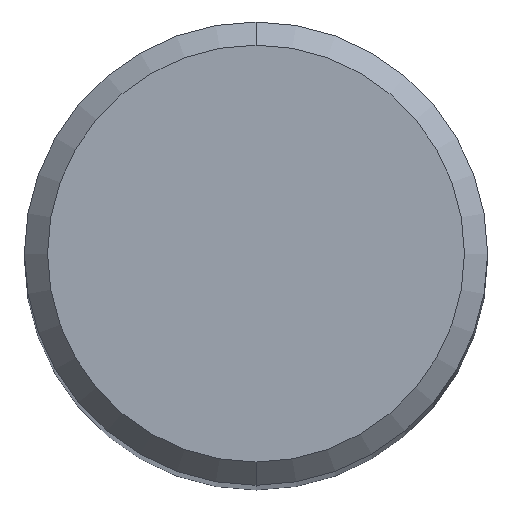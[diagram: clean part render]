
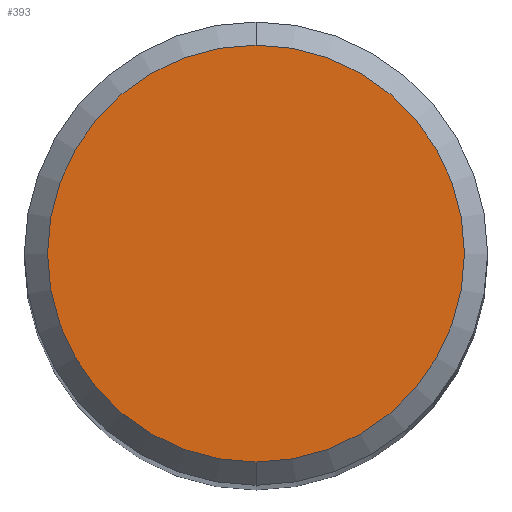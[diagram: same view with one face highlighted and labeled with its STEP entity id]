
A CAD part, top view. The second image highlights one B-rep face of the part: STEP entity #393.
In plain terms, the highlighted planar face has unit normal (0, 0, 1).
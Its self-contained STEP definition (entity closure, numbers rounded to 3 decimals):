
#211=VERTEX_POINT('',#506);
#219=EDGE_CURVE('',#211,#439,#516,.T.);
#283=EDGE_CURVE('',#439,#211,#585,.T.);
#393=ADVANCED_FACE('',(#709),#710,.T.);
#439=VERTEX_POINT('',#758);
#506=CARTESIAN_POINT('',(0.,-3.6,46.221));
#516=CIRCLE('',#857,3.6);
#585=CIRCLE('',#1075,3.6);
#709=FACE_OUTER_BOUND('',#1340,.T.);
#710=PLANE('',#1341);
#758=CARTESIAN_POINT('',(0.0,3.6,46.221));
#857=AXIS2_PLACEMENT_3D('',#1477,#1478,#1479);
#1075=AXIS2_PLACEMENT_3D('',#1540,#1541,#1542);
#1340=EDGE_LOOP('',(#1696,#1697));
#1341=AXIS2_PLACEMENT_3D('',#1698,#1699,#1700);
#1477=CARTESIAN_POINT('',(0.0,0.0,46.221));
#1478=DIRECTION('',(0.0,0.0,-1.0));
#1479=DIRECTION('',(0.0,1.0,0.0));
#1540=CARTESIAN_POINT('',(0.0,0.0,46.221));
#1541=DIRECTION('',(0.0,0.0,-1.0));
#1542=DIRECTION('',(0.0,1.0,0.0));
#1696=ORIENTED_EDGE('',*,*,#283,.F.);
#1697=ORIENTED_EDGE('',*,*,#219,.F.);
#1698=CARTESIAN_POINT('',(0.0,1.8,46.221));
#1699=DIRECTION('',(-0.0,0.0,1.0));
#1700=DIRECTION('',(0.0,-1.0,0.0));
